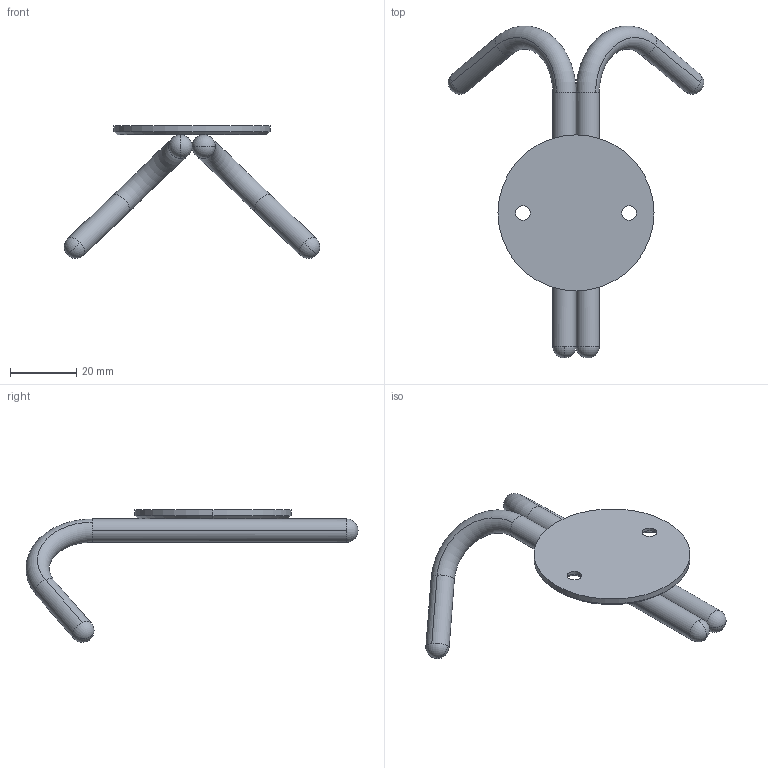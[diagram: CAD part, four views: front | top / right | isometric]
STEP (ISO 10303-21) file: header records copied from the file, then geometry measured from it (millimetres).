
FILE_DESCRIPTION(('Creo Elements/Direct Modeling STEP Export'),'2;1');
FILE_NAME('2259.stp','2022-05-31T12:55:12',(''),(''),'Creo Elements/Direct Modeling STEP processor for AP214 (Solid Model)','Creo Elements/Direct Modeling 20.0 12-Nov-2016 (C) Parametric Technology GmbH','');
FILE_SCHEMA(('AUTOMOTIVE_DESIGN { 1 0 10303 214 1 1 1 1 }'));
Length unit declared in the file: millimetre
Products named in the file (4): Montageplatte; Haken.1; Haken; NI-9607
Assembly tree (3 placements, depth 2):
  NI-9607
    Haken
    Haken.1
    Montageplatte
Bounding box: 76.95 x 99.96 x 39.95 mm (x, y, z)
Volume: 15243.5 mm3; surface area: 9951.5 mm2
Topology: 3 solids, 3 shells, 38 faces, 90 edges, 58 vertices
Faces by surface type: cylinder 14, torus 12, plane 6, cone 6
Entity records: 1064 total; most frequent: ORIENTED_EDGE 180, DIRECTION 170, CARTESIAN_POINT 153, EDGE_CURVE 90, AXIS2_PLACEMENT_3D 75, VERTEX_POINT 58, EDGE_LOOP 42, FACE_OUTER_BOUND 38
